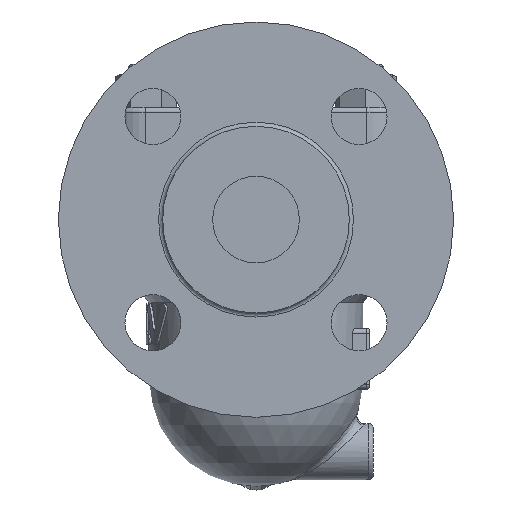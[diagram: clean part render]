
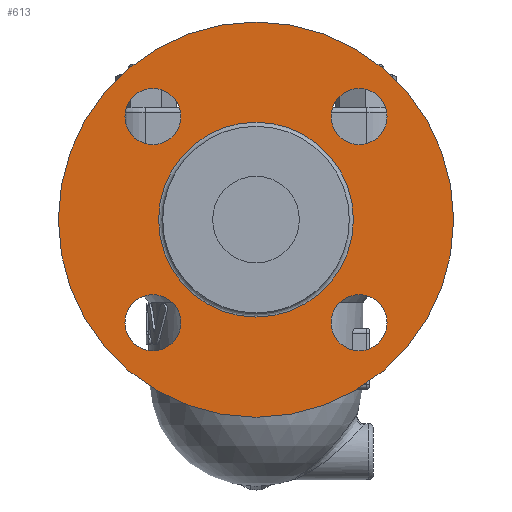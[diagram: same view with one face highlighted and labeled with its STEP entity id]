
A CAD part, left-side view. The second image highlights one B-rep face of the part: STEP entity #613.
In plain terms, the highlighted free-form (B-spline) face has degree [1, 1] with [2, 2] control points.
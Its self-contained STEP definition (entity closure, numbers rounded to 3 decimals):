
#527=CARTESIAN_POINT('',(-133.4,0.0,31.2));
#528=VERTEX_POINT('',#527);
#529=CARTESIAN_POINT('',(-133.4,0.0,-7.));
#530=DIRECTION('',(-1.0,0.0,0.0));
#531=DIRECTION('',(0.0,0.0,-1.0));
#532=AXIS2_PLACEMENT_3D('',#529,#530,#531);
#533=CIRCLE('',#532,38.2);
#534=EDGE_CURVE('',#528,#528,#533,.T.);
#550=CARTESIAN_POINT('',(-133.4,77.5,70.5));
#551=CARTESIAN_POINT('',(-133.4,77.5,-84.5));
#552=CARTESIAN_POINT('',(-133.4,-77.5,70.5));
#553=CARTESIAN_POINT('',(-133.4,-77.5,-84.5));
#554=B_SPLINE_SURFACE_WITH_KNOTS('',1,1,((#550,#552),(#551,#553)),.UNSPECIFIED.,.F.,.F.,.U.,(2,2),(2,2),(0.0,155.0),(0.0,155.0),.UNSPECIFIED.);
#555=CARTESIAN_POINT('',(-133.4,0.0,70.5));
#556=VERTEX_POINT('',#555);
#557=CARTESIAN_POINT('',(-133.4,0.0,-7.));
#558=DIRECTION('',(-1.0,0.0,0.0));
#559=DIRECTION('',(0.0,0.0,1.0));
#560=AXIS2_PLACEMENT_3D('',#557,#558,#559);
#561=CIRCLE('',#560,77.5);
#562=EDGE_CURVE('',#556,#556,#561,.T.);
#563=ORIENTED_EDGE('',*,*,#562,.T.);
#564=EDGE_LOOP('',(#563));
#565=FACE_OUTER_BOUND('',#564,.T.);
#566=CARTESIAN_POINT('',(-133.4,40.411,22.411));
#567=VERTEX_POINT('',#566);
#568=CARTESIAN_POINT('',(-133.4,40.411,33.411));
#569=DIRECTION('',(1.0,0.0,0.0));
#570=DIRECTION('',(0.0,0.0,-1.0));
#571=AXIS2_PLACEMENT_3D('',#568,#569,#570);
#572=CIRCLE('',#571,11.0);
#573=EDGE_CURVE('',#567,#567,#572,.T.);
#574=ORIENTED_EDGE('',*,*,#573,.T.);
#575=EDGE_LOOP('',(#574));
#576=FACE_BOUND('',#575,.T.);
#577=CARTESIAN_POINT('',(-133.4,29.411,-47.411));
#578=VERTEX_POINT('',#577);
#579=CARTESIAN_POINT('',(-133.4,40.411,-47.411));
#580=DIRECTION('',(1.0,0.0,0.0));
#581=DIRECTION('',(0.0,-1.0,0.0));
#582=AXIS2_PLACEMENT_3D('',#579,#580,#581);
#583=CIRCLE('',#582,11.0);
#584=EDGE_CURVE('',#578,#578,#583,.T.);
#585=ORIENTED_EDGE('',*,*,#584,.T.);
#586=EDGE_LOOP('',(#585));
#587=FACE_BOUND('',#586,.T.);
#588=CARTESIAN_POINT('',(-133.4,-40.411,-36.411));
#589=VERTEX_POINT('',#588);
#590=CARTESIAN_POINT('',(-133.4,-40.411,-47.411));
#591=DIRECTION('',(1.0,0.0,0.0));
#592=DIRECTION('',(0.0,0.0,1.0));
#593=AXIS2_PLACEMENT_3D('',#590,#591,#592);
#594=CIRCLE('',#593,11.0);
#595=EDGE_CURVE('',#589,#589,#594,.T.);
#596=ORIENTED_EDGE('',*,*,#595,.T.);
#597=EDGE_LOOP('',(#596));
#598=FACE_BOUND('',#597,.T.);
#599=CARTESIAN_POINT('',(-133.4,-29.411,33.411));
#600=VERTEX_POINT('',#599);
#601=CARTESIAN_POINT('',(-133.4,-40.411,33.411));
#602=DIRECTION('',(1.0,0.0,0.0));
#603=DIRECTION('',(0.0,1.0,0.0));
#604=AXIS2_PLACEMENT_3D('',#601,#602,#603);
#605=CIRCLE('',#604,11.0);
#606=EDGE_CURVE('',#600,#600,#605,.T.);
#607=ORIENTED_EDGE('',*,*,#606,.T.);
#608=EDGE_LOOP('',(#607));
#609=FACE_BOUND('',#608,.T.);
#610=ORIENTED_EDGE('',*,*,#534,.F.);
#611=EDGE_LOOP('',(#610));
#612=FACE_BOUND('',#611,.T.);
#613=ADVANCED_FACE('',(#565,#576,#587,#598,#609,#612),#554,.T.);
